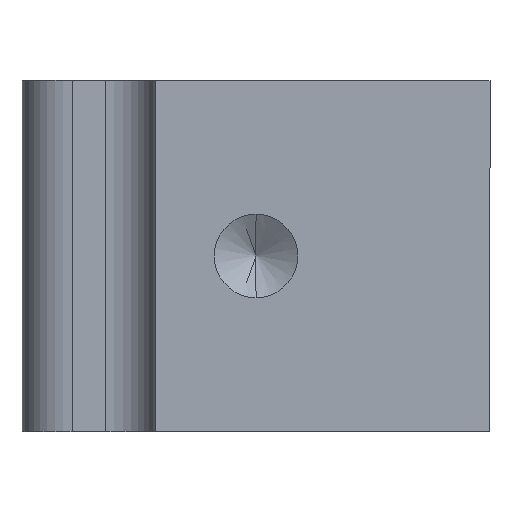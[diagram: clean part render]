
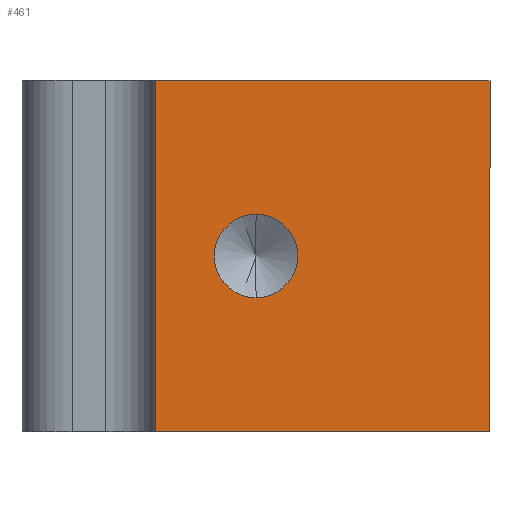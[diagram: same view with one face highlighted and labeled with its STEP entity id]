
A CAD part, front view. The second image highlights one B-rep face of the part: STEP entity #461.
In plain terms, the highlighted planar face has unit normal (0, -1, 0).
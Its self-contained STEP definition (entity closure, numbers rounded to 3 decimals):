
#32 = CARTESIAN_POINT ( 'NONE',  ( -6., 0., -10.5 ) ) ;
#39 = DIRECTION ( 'NONE',  ( 0., 1., 0. ) ) ;
#57 = ORIENTED_EDGE ( 'NONE', *, *, #227, .F. ) ;
#58 = VECTOR ( 'NONE', #570, 1000. ) ;
#64 = DIRECTION ( 'NONE',  ( 0., 0., -1. ) ) ;
#72 = ORIENTED_EDGE ( 'NONE', *, *, #202, .F. ) ;
#74 = LINE ( 'NONE', #559, #166 ) ;
#85 = CARTESIAN_POINT ( 'NONE',  ( 14., 0., -10.5 ) ) ;
#107 = AXIS2_PLACEMENT_3D ( 'NONE', #311, #400, #147 ) ;
#129 = LINE ( 'NONE', #32, #511 ) ;
#147 = DIRECTION ( 'NONE',  ( 0., 0., -1. ) ) ;
#161 = CARTESIAN_POINT ( 'NONE',  ( 14., 0., -10.5 ) ) ;
#166 = VECTOR ( 'NONE', #563, 1000. ) ;
#168 = EDGE_LOOP ( 'NONE', ( #470, #338, #57, #508 ) ) ;
#172 = CARTESIAN_POINT ( 'NONE',  ( -14., 0., 10.5 ) ) ;
#181 = CIRCLE ( 'NONE', #579, 2.5 ) ;
#202 = EDGE_CURVE ( 'NONE', #558, #217, #181, .T. ) ;
#217 = VERTEX_POINT ( 'NONE', #462 ) ;
#227 = EDGE_CURVE ( 'NONE', #380, #249, #74, .T. ) ;
#235 = EDGE_LOOP ( 'NONE', ( #72, #427 ) ) ;
#237 = EDGE_CURVE ( 'NONE', #292, #380, #286, .T. ) ;
#248 = CARTESIAN_POINT ( 'NONE',  ( -6., 0., -10.5 ) ) ;
#249 = VERTEX_POINT ( 'NONE', #248 ) ;
#259 = LINE ( 'NONE', #172, #58 ) ;
#261 = CIRCLE ( 'NONE', #107, 2.5 ) ;
#267 = AXIS2_PLACEMENT_3D ( 'NONE', #573, #39, #531 ) ;
#286 = LINE ( 'NONE', #161, #352 ) ;
#292 = VERTEX_POINT ( 'NONE', #426 ) ;
#295 = FACE_BOUND ( 'NONE', #235, .T. ) ;
#302 = FACE_OUTER_BOUND ( 'NONE', #168, .T. ) ;
#311 = CARTESIAN_POINT ( 'NONE',  ( 0., 0., 0. ) ) ;
#338 = ORIENTED_EDGE ( 'NONE', *, *, #360, .F. ) ;
#348 = DIRECTION ( 'NONE',  ( 0., 0., 1. ) ) ;
#352 = VECTOR ( 'NONE', #64, 1000. ) ;
#360 = EDGE_CURVE ( 'NONE', #249, #578, #129, .T. ) ;
#369 = CARTESIAN_POINT ( 'NONE',  ( 0., 0., 0. ) ) ;
#380 = VERTEX_POINT ( 'NONE', #85 ) ;
#400 = DIRECTION ( 'NONE',  ( 0., -1., 0. ) ) ;
#413 = EDGE_CURVE ( 'NONE', #578, #292, #259, .T. ) ;
#426 = CARTESIAN_POINT ( 'NONE',  ( 14., 0., 10.5 ) ) ;
#427 = ORIENTED_EDGE ( 'NONE', *, *, #540, .F. ) ;
#453 = CARTESIAN_POINT ( 'NONE',  ( -6., 0., 10.5 ) ) ;
#461 = ADVANCED_FACE ( 'NONE', ( #295, #302 ), #481, .F. ) ;
#462 = CARTESIAN_POINT ( 'NONE',  ( 0., 0., 2.5 ) ) ;
#470 = ORIENTED_EDGE ( 'NONE', *, *, #413, .F. ) ;
#481 = PLANE ( 'NONE',  #267 ) ;
#492 = CARTESIAN_POINT ( 'NONE',  ( 0., 0., -2.5 ) ) ;
#504 = DIRECTION ( 'NONE',  ( 0., 0., -1. ) ) ;
#508 = ORIENTED_EDGE ( 'NONE', *, *, #237, .F. ) ;
#511 = VECTOR ( 'NONE', #348, 1000. ) ;
#531 = DIRECTION ( 'NONE',  ( 0., 0., 1. ) ) ;
#540 = EDGE_CURVE ( 'NONE', #217, #558, #261, .T. ) ;
#558 = VERTEX_POINT ( 'NONE', #492 ) ;
#559 = CARTESIAN_POINT ( 'NONE',  ( -14., 0., -10.5 ) ) ;
#563 = DIRECTION ( 'NONE',  ( -1., 0., 0. ) ) ;
#567 = DIRECTION ( 'NONE',  ( 0., -1., 0. ) ) ;
#570 = DIRECTION ( 'NONE',  ( 1., 0., 0. ) ) ;
#573 = CARTESIAN_POINT ( 'NONE',  ( 0., 0., 0. ) ) ;
#578 = VERTEX_POINT ( 'NONE', #453 ) ;
#579 = AXIS2_PLACEMENT_3D ( 'NONE', #369, #567, #504 ) ;
